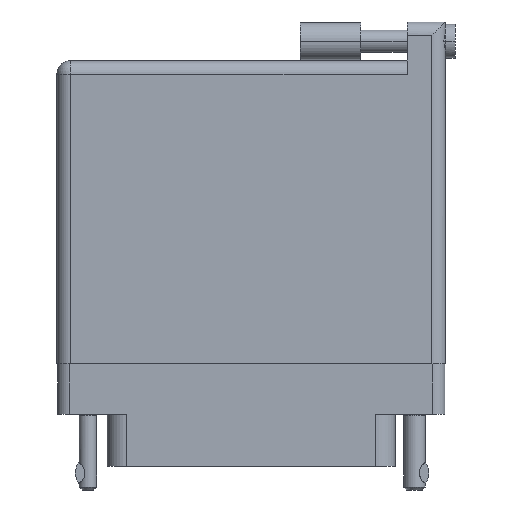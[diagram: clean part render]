
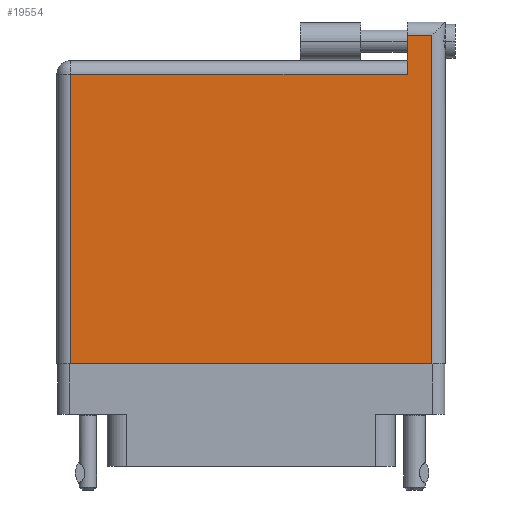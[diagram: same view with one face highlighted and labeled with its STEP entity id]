
A CAD part, front view. The second image highlights one B-rep face of the part: STEP entity #19554.
In plain terms, the highlighted face is planar.
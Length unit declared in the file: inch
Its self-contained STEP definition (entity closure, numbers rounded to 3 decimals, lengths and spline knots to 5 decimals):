
#234 = VERTEX_POINT ( 'NONE', #30940 ) ;
#521 = VERTEX_POINT ( 'NONE', #3440 ) ;
#946 = DIRECTION ( 'NONE',  ( 0., -1., 0. ) ) ;
#1470 = AXIS2_PLACEMENT_3D ( 'NONE', #31631, #9276, #46015 ) ;
#2704 = CARTESIAN_POINT ( 'NONE',  ( 0.07, 1.496, 0. ) ) ;
#3440 = CARTESIAN_POINT ( 'NONE',  ( 1.811, 1.496, 0. ) ) ;
#5156 = DIRECTION ( 'NONE',  ( 1., 0., 0. ) ) ;
#6670 = FACE_OUTER_BOUND ( 'NONE', #38508, .T. ) ;
#7415 = DIRECTION ( 'NONE',  ( -1., 0., 0. ) ) ;
#9276 = DIRECTION ( 'NONE',  ( 0., 0., -1. ) ) ;
#9755 = EDGE_CURVE ( 'NONE', #22132, #46860, #18751, .T. ) ;
#9965 = EDGE_CURVE ( 'NONE', #234, #521, #32015, .T. ) ;
#11427 = VECTOR ( 'NONE', #5156, 39.37008 ) ;
#11583 = CARTESIAN_POINT ( 'NONE',  ( 0., 1.496, 0. ) ) ;
#14111 = CARTESIAN_POINT ( 'NONE',  ( 0., 1.696, 0. ) ) ;
#14670 = VECTOR ( 'NONE', #946, 39.37008 ) ;
#15601 = ORIENTED_EDGE ( 'NONE', *, *, #27133, .T. ) ;
#16525 = ORIENTED_EDGE ( 'NONE', *, *, #9965, .T. ) ;
#16828 = DIRECTION ( 'NONE',  ( 0., 1., 0. ) ) ;
#17846 = LINE ( 'NONE', #30948, #11427 ) ;
#18751 = LINE ( 'NONE', #19114, #41862 ) ;
#19114 = CARTESIAN_POINT ( 'NONE',  ( 0.07, 0., 0. ) ) ;
#19554 = ADVANCED_FACE ( 'NONE', ( #6670 ), #27756, .F. ) ;
#21762 = DIRECTION ( 'NONE',  ( 0., -1., 0. ) ) ;
#22132 = VERTEX_POINT ( 'NONE', #2704 ) ;
#22573 = CARTESIAN_POINT ( 'NONE',  ( 1.938, 0., 0. ) ) ;
#24390 = CARTESIAN_POINT ( 'NONE',  ( 0.07, 0., 0. ) ) ;
#25100 = ORIENTED_EDGE ( 'NONE', *, *, #32474, .T. ) ;
#25374 = CARTESIAN_POINT ( 'NONE',  ( 1.938, 1.696, 0. ) ) ;
#25532 = VECTOR ( 'NONE', #26836, 39.37008 ) ;
#26008 = VECTOR ( 'NONE', #7415, 39.37008 ) ;
#26224 = EDGE_CURVE ( 'NONE', #33415, #234, #28928, .T. ) ;
#26836 = DIRECTION ( 'NONE',  ( -1., 0., 0. ) ) ;
#27133 = EDGE_CURVE ( 'NONE', #46860, #37270, #17846, .T. ) ;
#27756 = PLANE ( 'NONE',  #1470 ) ;
#28928 = LINE ( 'NONE', #14111, #26008 ) ;
#29155 = VECTOR ( 'NONE', #16828, 39.37008 ) ;
#30053 = ORIENTED_EDGE ( 'NONE', *, *, #26224, .T. ) ;
#30853 = LINE ( 'NONE', #35377, #29155 ) ;
#30940 = CARTESIAN_POINT ( 'NONE',  ( 1.811, 1.696, 0. ) ) ;
#30948 = CARTESIAN_POINT ( 'NONE',  ( 0., 0., 0. ) ) ;
#31283 = LINE ( 'NONE', #11583, #25532 ) ;
#31631 = CARTESIAN_POINT ( 'NONE',  ( 0., 1.566, 0. ) ) ;
#32015 = LINE ( 'NONE', #38179, #14670 ) ;
#32474 = EDGE_CURVE ( 'NONE', #37270, #33415, #30853, .T. ) ;
#33415 = VERTEX_POINT ( 'NONE', #25374 ) ;
#35377 = CARTESIAN_POINT ( 'NONE',  ( 1.938, 1.766, 0. ) ) ;
#35388 = ORIENTED_EDGE ( 'NONE', *, *, #9755, .T. ) ;
#35447 = EDGE_CURVE ( 'NONE', #521, #22132, #31283, .T. ) ;
#37270 = VERTEX_POINT ( 'NONE', #22573 ) ;
#38179 = CARTESIAN_POINT ( 'NONE',  ( 1.811, 1.766, 0. ) ) ;
#38508 = EDGE_LOOP ( 'NONE', ( #15601, #25100, #30053, #16525, #40277, #35388 ) ) ;
#40277 = ORIENTED_EDGE ( 'NONE', *, *, #35447, .T. ) ;
#41862 = VECTOR ( 'NONE', #21762, 39.37008 ) ;
#46015 = DIRECTION ( 'NONE',  ( -1., 0., 0. ) ) ;
#46860 = VERTEX_POINT ( 'NONE', #24390 ) ;
